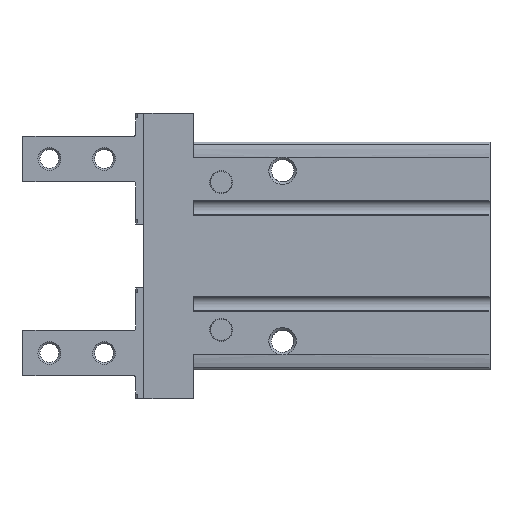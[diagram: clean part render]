
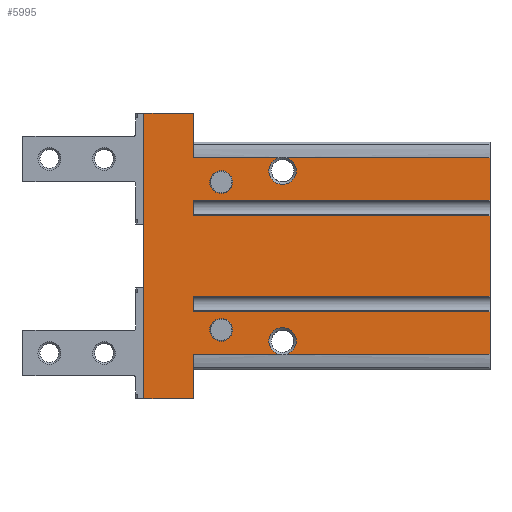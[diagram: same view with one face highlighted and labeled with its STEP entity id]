
A CAD part, left-side view. The second image highlights one B-rep face of the part: STEP entity #5995.
In plain terms, the highlighted face is planar.
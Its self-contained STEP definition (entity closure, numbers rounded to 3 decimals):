
#80=PLANE('',#6494);
#317=LINE('',#9144,#833);
#353=LINE('',#9298,#869);
#358=LINE('',#9322,#874);
#391=LINE('',#9465,#907);
#393=LINE('',#9470,#909);
#394=LINE('',#9478,#910);
#396=LINE('',#9483,#912);
#400=LINE('',#9497,#916);
#401=LINE('',#9499,#917);
#402=LINE('',#9501,#918);
#403=LINE('',#9502,#919);
#404=LINE('',#9504,#920);
#405=LINE('',#9506,#921);
#406=LINE('',#9508,#922);
#407=LINE('',#9510,#923);
#408=LINE('',#9512,#924);
#409=LINE('',#9514,#925);
#410=LINE('',#9516,#926);
#833=VECTOR('',#7170,1000.);
#869=VECTOR('',#7290,1000.);
#874=VECTOR('',#7309,1000.);
#907=VECTOR('',#7404,1000.);
#909=VECTOR('',#7408,1000.);
#910=VECTOR('',#7411,1000.);
#912=VECTOR('',#7415,1000.);
#916=VECTOR('',#7431,1000.);
#917=VECTOR('',#7432,1000.);
#918=VECTOR('',#7433,1000.);
#919=VECTOR('',#7434,1000.);
#920=VECTOR('',#7435,1000.);
#921=VECTOR('',#7436,1000.);
#922=VECTOR('',#7439,1000.);
#923=VECTOR('',#7440,1000.);
#924=VECTOR('',#7441,1000.);
#925=VECTOR('',#7442,1000.);
#926=VECTOR('',#7443,1000.);
#1585=ORIENTED_EDGE('',*,*,#3070,.F.);
#1586=ORIENTED_EDGE('',*,*,#3074,.F.);
#1587=ORIENTED_EDGE('',*,*,#3131,.T.);
#1588=ORIENTED_EDGE('',*,*,#3298,.F.);
#1589=ORIENTED_EDGE('',*,*,#3299,.T.);
#1590=ORIENTED_EDGE('',*,*,#3300,.T.);
#1591=ORIENTED_EDGE('',*,*,#3221,.T.);
#1592=ORIENTED_EDGE('',*,*,#3301,.F.);
#1593=ORIENTED_EDGE('',*,*,#3302,.T.);
#1594=ORIENTED_EDGE('',*,*,#3303,.T.);
#1595=ORIENTED_EDGE('',*,*,#3209,.T.);
#1596=ORIENTED_EDGE('',*,*,#3288,.F.);
#1597=ORIENTED_EDGE('',*,*,#3304,.F.);
#1598=ORIENTED_EDGE('',*,*,#3291,.F.);
#1599=ORIENTED_EDGE('',*,*,#3305,.F.);
#1600=ORIENTED_EDGE('',*,*,#3306,.F.);
#1601=ORIENTED_EDGE('',*,*,#3307,.T.);
#1602=ORIENTED_EDGE('',*,*,#3308,.T.);
#1603=ORIENTED_EDGE('',*,*,#3309,.F.);
#1604=ORIENTED_EDGE('',*,*,#3283,.T.);
#1605=ORIENTED_EDGE('',*,*,#3310,.F.);
#1606=ORIENTED_EDGE('',*,*,#3286,.T.);
#3070=EDGE_CURVE('',#3944,#3944,#4554,.T.);
#3074=EDGE_CURVE('',#3948,#3948,#4558,.T.);
#3131=EDGE_CURVE('',#3998,#3997,#317,.T.);
#3209=EDGE_CURVE('',#4074,#4073,#353,.T.);
#3221=EDGE_CURVE('',#4086,#4085,#358,.T.);
#3283=EDGE_CURVE('',#4137,#4135,#391,.T.);
#3286=EDGE_CURVE('',#4136,#3998,#393,.T.);
#3288=EDGE_CURVE('',#4139,#4073,#394,.T.);
#3291=EDGE_CURVE('',#4142,#4140,#396,.T.);
#3298=EDGE_CURVE('',#4147,#3997,#400,.T.);
#3299=EDGE_CURVE('',#4147,#4148,#401,.T.);
#3300=EDGE_CURVE('',#4148,#4086,#402,.T.);
#3301=EDGE_CURVE('',#4149,#4085,#403,.T.);
#3302=EDGE_CURVE('',#4149,#4150,#404,.T.);
#3303=EDGE_CURVE('',#4150,#4074,#405,.T.);
#3304=EDGE_CURVE('',#4140,#4139,#4650,.T.);
#3305=EDGE_CURVE('',#4151,#4142,#406,.T.);
#3306=EDGE_CURVE('',#4152,#4151,#407,.T.);
#3307=EDGE_CURVE('',#4152,#4153,#408,.T.);
#3308=EDGE_CURVE('',#4153,#4154,#409,.T.);
#3309=EDGE_CURVE('',#4137,#4154,#410,.T.);
#3310=EDGE_CURVE('',#4136,#4135,#4651,.F.);
#3944=VERTEX_POINT('',#8975);
#3948=VERTEX_POINT('',#8985);
#3997=VERTEX_POINT('',#9143);
#3998=VERTEX_POINT('',#9145);
#4073=VERTEX_POINT('',#9297);
#4074=VERTEX_POINT('',#9299);
#4085=VERTEX_POINT('',#9321);
#4086=VERTEX_POINT('',#9323);
#4135=VERTEX_POINT('',#9463);
#4136=VERTEX_POINT('',#9464);
#4137=VERTEX_POINT('',#9466);
#4139=VERTEX_POINT('',#9476);
#4140=VERTEX_POINT('',#9477);
#4142=VERTEX_POINT('',#9482);
#4147=VERTEX_POINT('',#9498);
#4148=VERTEX_POINT('',#9500);
#4149=VERTEX_POINT('',#9503);
#4150=VERTEX_POINT('',#9505);
#4151=VERTEX_POINT('',#9509);
#4152=VERTEX_POINT('',#9511);
#4153=VERTEX_POINT('',#9513);
#4154=VERTEX_POINT('',#9515);
#4554=CIRCLE('',#6371,2.5);
#4558=CIRCLE('',#6377,2.5);
#4650=CIRCLE('',#6495,3.);
#4651=CIRCLE('',#6496,3.);
#4926=EDGE_LOOP('',(#1585));
#4927=EDGE_LOOP('',(#1586));
#4928=EDGE_LOOP('',(#1587,#1588,#1589,#1590,#1591,#1592,#1593,#1594,#1595,
#1596,#1597,#1598,#1599,#1600,#1601,#1602,#1603,#1604,#1605,#1606));
#5396=FACE_BOUND('',#4926,.T.);
#5397=FACE_BOUND('',#4927,.T.);
#5398=FACE_BOUND('',#4928,.T.);
#5995=ADVANCED_FACE('',(#5396,#5397,#5398),#80,.F.);
#6371=AXIS2_PLACEMENT_3D('',#8974,#7071,#7072);
#6377=AXIS2_PLACEMENT_3D('',#8984,#7083,#7084);
#6494=AXIS2_PLACEMENT_3D('',#9496,#7429,#7430);
#6495=AXIS2_PLACEMENT_3D('',#9507,#7437,#7438);
#6496=AXIS2_PLACEMENT_3D('',#9517,#7444,#7445);
#7071=DIRECTION('',(0.,0.,1.));
#7072=DIRECTION('',(1.,0.,0.));
#7083=DIRECTION('',(0.,0.,1.));
#7084=DIRECTION('',(1.,0.,0.));
#7170=DIRECTION('',(1.,0.,0.));
#7290=DIRECTION('',(1.,0.,0.));
#7309=DIRECTION('',(1.,0.,0.));
#7404=DIRECTION('',(0.,-1.,0.));
#7408=DIRECTION('',(0.,-1.,0.));
#7411=DIRECTION('',(0.,-1.,0.));
#7415=DIRECTION('',(0.,-1.,0.));
#7429=DIRECTION('',(0.,0.,-1.));
#7430=DIRECTION('',(-1.,0.,0.));
#7431=DIRECTION('',(0.,-1.,0.));
#7432=DIRECTION('',(1.,0.,0.));
#7433=DIRECTION('',(0.,-1.,0.));
#7434=DIRECTION('',(0.,-1.,0.));
#7435=DIRECTION('',(1.,0.,0.));
#7436=DIRECTION('',(0.,-1.,0.));
#7437=DIRECTION('',(0.,0.,1.));
#7438=DIRECTION('',(1.,0.,0.));
#7439=DIRECTION('',(-1.,0.,0.));
#7440=DIRECTION('',(0.,-1.,0.));
#7441=DIRECTION('',(-1.,0.,0.));
#7442=DIRECTION('',(0.,-1.,0.));
#7443=DIRECTION('',(-1.,0.,0.));
#7444=DIRECTION('',(0.,0.,-1.));
#7445=DIRECTION('',(-1.,0.,0.));
#8974=CARTESIAN_POINT('',(-16.2,58.96,16.5));
#8975=CARTESIAN_POINT('',(-13.7,58.96,16.5));
#8984=CARTESIAN_POINT('',(16.2,58.96,16.5));
#8985=CARTESIAN_POINT('',(18.7,58.96,16.5));
#9143=CARTESIAN_POINT('',(-12.2,0.,16.5));
#9144=CARTESIAN_POINT('',(-21.5,0.,16.5));
#9145=CARTESIAN_POINT('',(-21.5,0.,16.5));
#9297=CARTESIAN_POINT('',(21.5,0.,16.5));
#9298=CARTESIAN_POINT('',(-21.5,0.,16.5));
#9299=CARTESIAN_POINT('',(12.2,0.,16.5));
#9321=CARTESIAN_POINT('',(8.8,0.,16.5));
#9322=CARTESIAN_POINT('',(-21.5,0.,16.5));
#9323=CARTESIAN_POINT('',(-8.8,0.,16.5));
#9463=CARTESIAN_POINT('',(-21.5,46.577,16.5));
#9464=CARTESIAN_POINT('',(-21.5,44.423,16.5));
#9465=CARTESIAN_POINT('',(-21.5,65.1,16.5));
#9466=CARTESIAN_POINT('',(-21.5,65.1,16.5));
#9470=CARTESIAN_POINT('',(-21.5,65.1,16.5));
#9476=CARTESIAN_POINT('',(21.5,44.423,16.5));
#9477=CARTESIAN_POINT('',(21.5,46.577,16.5));
#9478=CARTESIAN_POINT('',(21.5,65.1,16.5));
#9482=CARTESIAN_POINT('',(21.5,65.1,16.5));
#9483=CARTESIAN_POINT('',(21.5,65.1,16.5));
#9496=CARTESIAN_POINT('',(-21.5,65.1,16.5));
#9497=CARTESIAN_POINT('',(-12.2,65.1,16.5));
#9498=CARTESIAN_POINT('',(-12.2,65.1,16.5));
#9499=CARTESIAN_POINT('',(-12.2,65.1,16.5));
#9500=CARTESIAN_POINT('',(-8.8,65.1,16.5));
#9501=CARTESIAN_POINT('',(-8.8,65.1,16.5));
#9502=CARTESIAN_POINT('',(8.8,65.1,16.5));
#9503=CARTESIAN_POINT('',(8.8,65.1,16.5));
#9504=CARTESIAN_POINT('',(8.8,65.1,16.5));
#9505=CARTESIAN_POINT('',(12.2,65.1,16.5));
#9506=CARTESIAN_POINT('',(12.2,65.1,16.5));
#9507=CARTESIAN_POINT('',(18.7,45.5,16.5));
#9508=CARTESIAN_POINT('',(31.3,65.1,16.5));
#9509=CARTESIAN_POINT('',(31.3,65.1,16.5));
#9510=CARTESIAN_POINT('',(31.3,75.9,16.5));
#9511=CARTESIAN_POINT('',(31.3,75.9,16.5));
#9512=CARTESIAN_POINT('',(31.3,75.9,16.5));
#9513=CARTESIAN_POINT('',(-31.3,75.9,16.5));
#9514=CARTESIAN_POINT('',(-31.3,75.9,16.5));
#9515=CARTESIAN_POINT('',(-31.3,65.1,16.5));
#9516=CARTESIAN_POINT('',(31.3,65.1,16.5));
#9517=CARTESIAN_POINT('',(-18.7,45.5,16.5));
